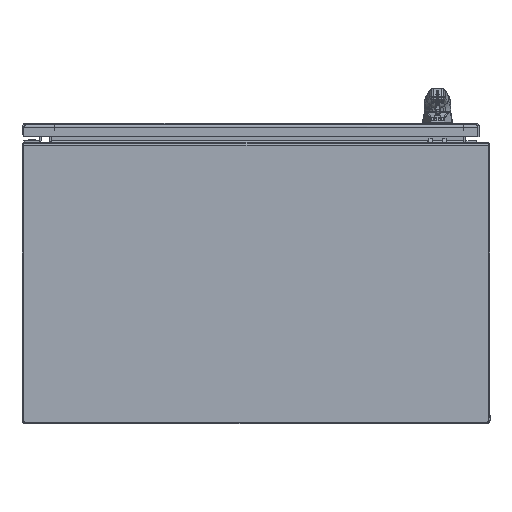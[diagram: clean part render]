
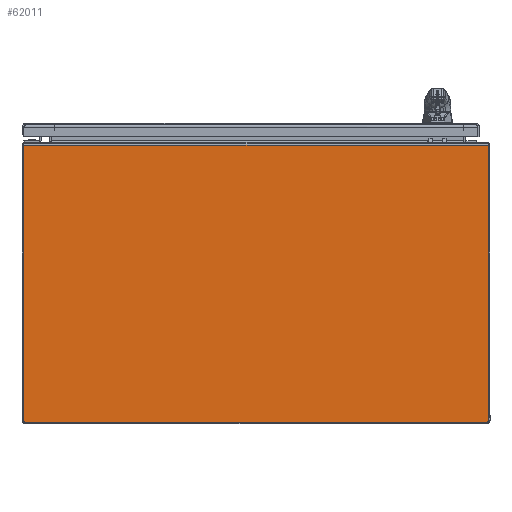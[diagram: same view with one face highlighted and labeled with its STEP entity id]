
A CAD part, front view. The second image highlights one B-rep face of the part: STEP entity #62011.
In plain terms, the highlighted face is planar.
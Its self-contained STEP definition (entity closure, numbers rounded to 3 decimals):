
#9573=PLANE('',#65680);
#10550=FACE_OUTER_BOUND('',#13234,.T.);
#13234=EDGE_LOOP('',(#47017,#47018,#47019,#47020));
#19588=LINE('',#88432,#23863);
#19594=LINE('',#88450,#23869);
#19597=LINE('',#88456,#23872);
#19598=LINE('',#88457,#23873);
#23863=VECTOR('',#72234,0.394);
#23869=VECTOR('',#72258,0.394);
#23872=VECTOR('',#72263,0.394);
#23873=VECTOR('',#72264,0.394);
#28066=VERTEX_POINT('',#88429);
#28067=VERTEX_POINT('',#88431);
#28070=VERTEX_POINT('',#88449);
#28072=VERTEX_POINT('',#88455);
#36875=EDGE_CURVE('',#28067,#28066,#19588,.T.);
#36884=EDGE_CURVE('',#28067,#28070,#19594,.T.);
#36887=EDGE_CURVE('',#28072,#28066,#19597,.T.);
#36888=EDGE_CURVE('',#28070,#28072,#19598,.T.);
#47017=ORIENTED_EDGE('',*,*,#36875,.T.);
#47018=ORIENTED_EDGE('',*,*,#36887,.F.);
#47019=ORIENTED_EDGE('',*,*,#36888,.F.);
#47020=ORIENTED_EDGE('',*,*,#36884,.F.);
#62011=ADVANCED_FACE('',(#10550),#9573,.T.);
#65680=AXIS2_PLACEMENT_3D('',#88454,#72261,#72262);
#72234=DIRECTION('',(1.,0.,0.));
#72258=DIRECTION('',(0.,1.,0.));
#72261=DIRECTION('center_axis',(0.,0.,1.));
#72262=DIRECTION('ref_axis',(1.,0.,0.));
#72263=DIRECTION('',(0.,-1.,0.));
#72264=DIRECTION('',(1.,0.,0.));
#88429=CARTESIAN_POINT('',(14.961,-8.816,0.102));
#88431=CARTESIAN_POINT('',(-14.961,-8.816,0.102));
#88432=CARTESIAN_POINT('',(-7.48,-8.816,0.102));
#88449=CARTESIAN_POINT('',(-14.961,9.012,0.102));
#88450=CARTESIAN_POINT('',(-14.961,-9.011,0.102));
#88454=CARTESIAN_POINT('Origin',(0.,0.,
0.102));
#88455=CARTESIAN_POINT('',(14.961,9.011,0.102));
#88456=CARTESIAN_POINT('',(14.961,9.011,0.102));
#88457=CARTESIAN_POINT('',(-14.961,9.012,0.102));
